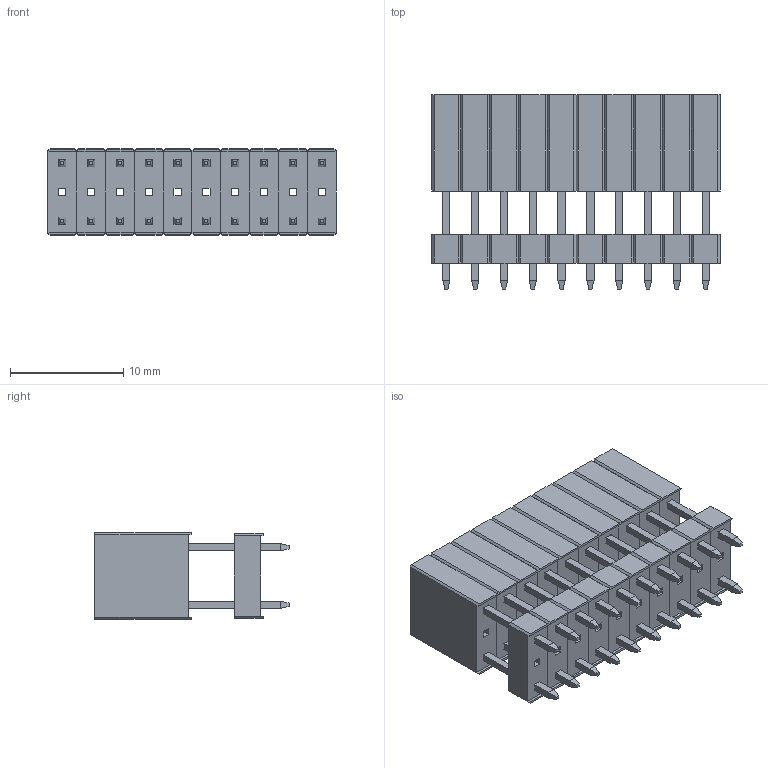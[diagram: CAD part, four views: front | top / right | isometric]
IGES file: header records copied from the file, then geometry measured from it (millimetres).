
Start section: SolidWorks IGES file using analytic representation for surfaces
Global section: file name: BSSQC-1 Jump Middle.IGS; native system: SolidWorks 2014; preprocessor: SolidWorks 2014; author: ewilson; date: 140731.082406; units: inch
Bounding box: 25.4 x 17.13 x 7.62 mm (x, y, z)
Surface area: 4286.7 mm2 (no closed solid volume)
Topology: 0 solids, 0 shells, 1040 faces, 4800 edges, 4800 vertices
Faces by surface type: bspline 1040
